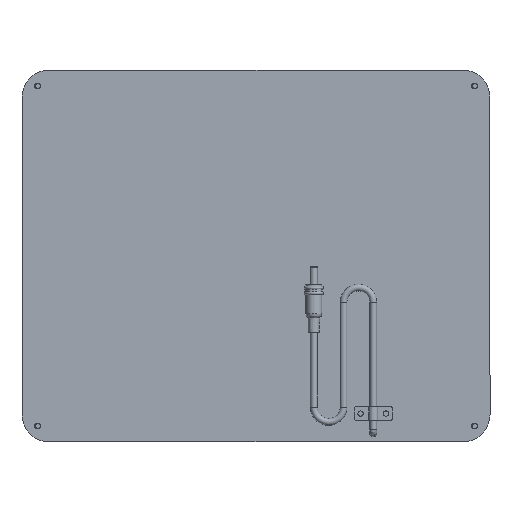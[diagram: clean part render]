
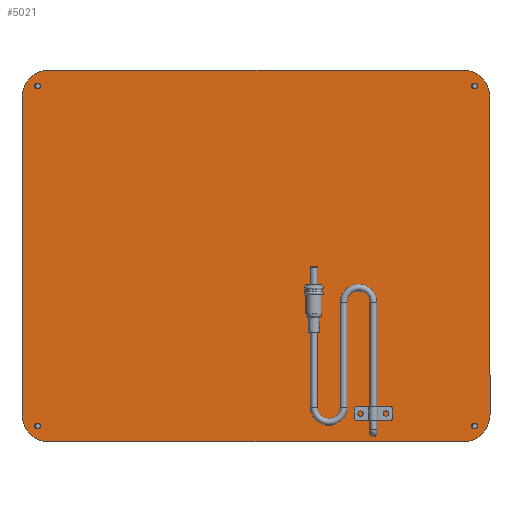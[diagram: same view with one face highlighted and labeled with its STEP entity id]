
A CAD part, front view. The second image highlights one B-rep face of the part: STEP entity #5021.
In plain terms, the highlighted face is planar.
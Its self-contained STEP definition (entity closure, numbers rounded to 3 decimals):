
#195=FACE_BOUND('',#771,.T.);
#196=FACE_BOUND('',#772,.T.);
#197=FACE_BOUND('',#773,.T.);
#198=FACE_BOUND('',#774,.T.);
#199=FACE_BOUND('',#775,.T.);
#229=CIRCLE('',#5390,12.7);
#230=CIRCLE('',#5393,12.7);
#235=CIRCLE('',#5401,1.65);
#238=CIRCLE('',#5406,1.05);
#241=CIRCLE('',#5411,1.05);
#244=CIRCLE('',#5416,1.05);
#247=CIRCLE('',#5421,1.05);
#248=CIRCLE('',#5487,12.7);
#249=CIRCLE('',#5490,12.7);
#503=FACE_OUTER_BOUND('',#770,.T.);
#770=EDGE_LOOP('',(#4132,#4133,#4134,#4135,#4136,#4137,#4138,#4139));
#771=EDGE_LOOP('',(#4140));
#772=EDGE_LOOP('',(#4141));
#773=EDGE_LOOP('',(#4142));
#774=EDGE_LOOP('',(#4143));
#775=EDGE_LOOP('',(#4144));
#1226=LINE('',#7741,#1772);
#1229=LINE('',#7749,#1775);
#1318=LINE('',#7985,#1864);
#1320=LINE('',#7991,#1866);
#1772=VECTOR('',#6267,10.);
#1775=VECTOR('',#6276,10.);
#1864=VECTOR('',#6553,10.);
#1866=VECTOR('',#6561,10.);
#2224=VERTEX_POINT('',#7733);
#2225=VERTEX_POINT('',#7735);
#2226=VERTEX_POINT('',#7739);
#2227=VERTEX_POINT('',#7743);
#2228=VERTEX_POINT('',#7747);
#2241=VERTEX_POINT('',#7779);
#2244=VERTEX_POINT('',#7789);
#2247=VERTEX_POINT('',#7799);
#2250=VERTEX_POINT('',#7809);
#2253=VERTEX_POINT('',#7819);
#2280=VERTEX_POINT('',#7979);
#2281=VERTEX_POINT('',#7983);
#2282=VERTEX_POINT('',#7987);
#2811=EDGE_CURVE('',#2224,#2225,#229,.T.);
#2814=EDGE_CURVE('',#2226,#2224,#1226,.T.);
#2816=EDGE_CURVE('',#2227,#2226,#230,.T.);
#2818=EDGE_CURVE('',#2228,#2227,#1229,.T.);
#2835=EDGE_CURVE('',#2241,#2241,#235,.T.);
#2840=EDGE_CURVE('',#2244,#2244,#238,.T.);
#2845=EDGE_CURVE('',#2247,#2247,#241,.T.);
#2850=EDGE_CURVE('',#2250,#2250,#244,.T.);
#2855=EDGE_CURVE('',#2253,#2253,#247,.T.);
#2923=EDGE_CURVE('',#2280,#2228,#248,.T.);
#2925=EDGE_CURVE('',#2281,#2280,#1318,.T.);
#2927=EDGE_CURVE('',#2282,#2281,#249,.T.);
#2928=EDGE_CURVE('',#2225,#2282,#1320,.T.);
#4132=ORIENTED_EDGE('',*,*,#2818,.F.);
#4133=ORIENTED_EDGE('',*,*,#2923,.F.);
#4134=ORIENTED_EDGE('',*,*,#2925,.F.);
#4135=ORIENTED_EDGE('',*,*,#2927,.F.);
#4136=ORIENTED_EDGE('',*,*,#2928,.F.);
#4137=ORIENTED_EDGE('',*,*,#2811,.F.);
#4138=ORIENTED_EDGE('',*,*,#2814,.F.);
#4139=ORIENTED_EDGE('',*,*,#2816,.F.);
#4140=ORIENTED_EDGE('',*,*,#2835,.T.);
#4141=ORIENTED_EDGE('',*,*,#2840,.T.);
#4142=ORIENTED_EDGE('',*,*,#2845,.T.);
#4143=ORIENTED_EDGE('',*,*,#2850,.T.);
#4144=ORIENTED_EDGE('',*,*,#2855,.T.);
#4734=PLANE('',#5492);
#5021=ADVANCED_FACE('',(#503,#195,#196,#197,#198,#199),#4734,.F.);
#5390=AXIS2_PLACEMENT_3D('',#7736,#6261,#6262);
#5393=AXIS2_PLACEMENT_3D('',#7745,#6271,#6272);
#5401=AXIS2_PLACEMENT_3D('',#7781,#6301,#6302);
#5406=AXIS2_PLACEMENT_3D('',#7791,#6313,#6314);
#5411=AXIS2_PLACEMENT_3D('',#7801,#6325,#6326);
#5416=AXIS2_PLACEMENT_3D('',#7811,#6337,#6338);
#5421=AXIS2_PLACEMENT_3D('',#7821,#6349,#6350);
#5487=AXIS2_PLACEMENT_3D('',#7981,#6548,#6549);
#5490=AXIS2_PLACEMENT_3D('',#7989,#6557,#6558);
#5492=AXIS2_PLACEMENT_3D('',#7992,#6562,#6563);
#6261=DIRECTION('center_axis',(0.,0.,1.));
#6262=DIRECTION('ref_axis',(0.,-1.,0.));
#6267=DIRECTION('',(1.,0.,0.));
#6271=DIRECTION('center_axis',(0.,0.,1.));
#6272=DIRECTION('ref_axis',(-1.,0.,0.));
#6276=DIRECTION('',(0.,-1.,0.));
#6301=DIRECTION('center_axis',(0.,0.,1.));
#6302=DIRECTION('ref_axis',(1.,0.,0.));
#6313=DIRECTION('center_axis',(0.,0.,1.));
#6314=DIRECTION('ref_axis',(1.,0.,0.));
#6325=DIRECTION('center_axis',(0.,0.,1.));
#6326=DIRECTION('ref_axis',(1.,0.,0.));
#6337=DIRECTION('center_axis',(0.,0.,1.));
#6338=DIRECTION('ref_axis',(1.,0.,0.));
#6349=DIRECTION('center_axis',(0.,0.,1.));
#6350=DIRECTION('ref_axis',(1.,0.,0.));
#6548=DIRECTION('center_axis',(0.,0.,1.));
#6549=DIRECTION('ref_axis',(0.,1.,0.));
#6553=DIRECTION('',(-1.,0.,0.));
#6557=DIRECTION('center_axis',(0.,0.,1.));
#6558=DIRECTION('ref_axis',(1.,0.,0.));
#6561=DIRECTION('',(0.,1.,0.));
#6562=DIRECTION('center_axis',(0.,0.,1.));
#6563=DIRECTION('ref_axis',(1.,0.,0.));
#7733=CARTESIAN_POINT('',(97.55,-87.5,0.));
#7735=CARTESIAN_POINT('',(110.25,-74.8,0.));
#7736=CARTESIAN_POINT('Origin',(97.55,-74.8,0.));
#7739=CARTESIAN_POINT('',(-97.55,-87.5,0.));
#7741=CARTESIAN_POINT('',(-97.55,-87.5,0.));
#7743=CARTESIAN_POINT('',(-110.25,-74.8,0.));
#7745=CARTESIAN_POINT('Origin',(-97.55,-74.8,0.));
#7747=CARTESIAN_POINT('',(-110.25,74.8,0.));
#7749=CARTESIAN_POINT('',(-110.25,74.8,0.));
#7779=CARTESIAN_POINT('',(53.6,83.5,0.));
#7781=CARTESIAN_POINT('Origin',(55.25,83.5,0.));
#7789=CARTESIAN_POINT('',(-103.9,-80.1,0.));
#7791=CARTESIAN_POINT('Origin',(-102.85,-80.1,0.));
#7799=CARTESIAN_POINT('',(101.8,-80.1,0.));
#7801=CARTESIAN_POINT('Origin',(102.85,-80.1,0.));
#7809=CARTESIAN_POINT('',(101.8,80.1,0.));
#7811=CARTESIAN_POINT('Origin',(102.85,80.1,0.));
#7819=CARTESIAN_POINT('',(-103.9,80.1,0.));
#7821=CARTESIAN_POINT('Origin',(-102.85,80.1,0.));
#7979=CARTESIAN_POINT('',(-97.55,87.5,0.));
#7981=CARTESIAN_POINT('Origin',(-97.55,74.8,0.));
#7983=CARTESIAN_POINT('',(97.55,87.5,0.));
#7985=CARTESIAN_POINT('',(97.55,87.5,0.));
#7987=CARTESIAN_POINT('',(110.25,74.8,0.));
#7989=CARTESIAN_POINT('Origin',(97.55,74.8,0.));
#7991=CARTESIAN_POINT('',(110.25,-74.8,0.));
#7992=CARTESIAN_POINT('Origin',(0.,0.,0.));
